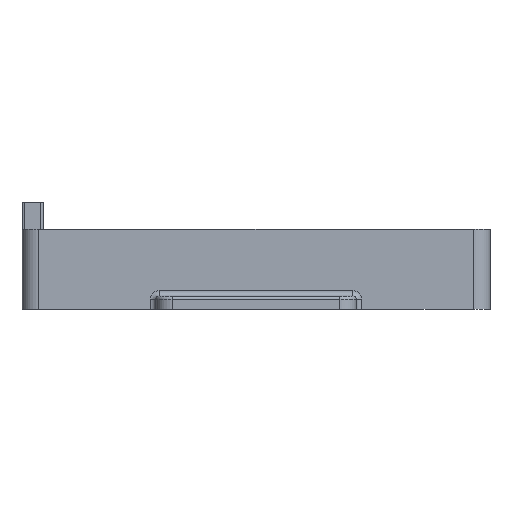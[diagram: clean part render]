
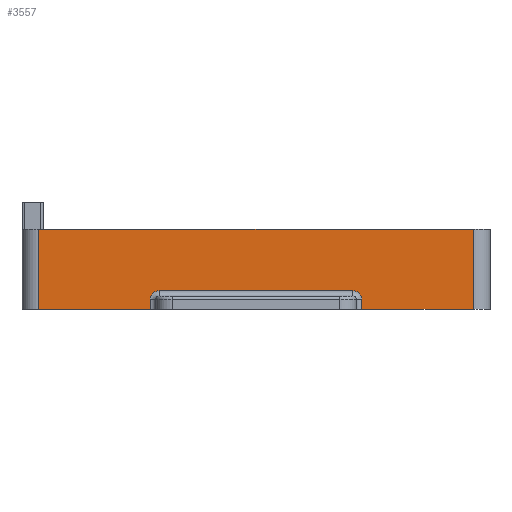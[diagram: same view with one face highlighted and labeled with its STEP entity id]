
A CAD part, front view. The second image highlights one B-rep face of the part: STEP entity #3557.
In plain terms, the highlighted planar face has unit normal (0, -1, 0).
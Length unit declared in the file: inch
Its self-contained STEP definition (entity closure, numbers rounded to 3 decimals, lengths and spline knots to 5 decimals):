
#262=LINE('',#5561,#537);
#407=LINE('',#6163,#682);
#409=LINE('',#6177,#684);
#411=LINE('',#6189,#686);
#430=LINE('',#6262,#705);
#431=LINE('',#6264,#706);
#432=LINE('',#6268,#707);
#433=LINE('',#6270,#708);
#537=VECTOR('',#4388,0.3937);
#682=VECTOR('',#5047,0.3937);
#684=VECTOR('',#5063,0.3937);
#686=VECTOR('',#5077,0.3937);
#705=VECTOR('',#5166,0.3937);
#706=VECTOR('',#5167,0.3937);
#707=VECTOR('',#5174,0.3937);
#708=VECTOR('',#5177,0.3937);
#957=FACE_OUTER_BOUND('',#1207,.T.);
#1207=EDGE_LOOP('',(#3245,#3246,#3247,#3248,#3249,#3250,#3251,#3252,#3253,
#3254));
#1406=CIRCLE('',#3966,0.065);
#1410=CIRCLE('',#3972,0.065);
#1571=VERTEX_POINT('',#5558);
#1572=VERTEX_POINT('',#5560);
#1713=VERTEX_POINT('',#6160);
#1714=VERTEX_POINT('',#6162);
#1717=VERTEX_POINT('',#6169);
#1719=VERTEX_POINT('',#6175);
#1721=VERTEX_POINT('',#6181);
#1723=VERTEX_POINT('',#6187);
#1742=VERTEX_POINT('',#6260);
#1743=VERTEX_POINT('',#6263);
#1929=EDGE_CURVE('',#1571,#1572,#262,.T.);
#2195=EDGE_CURVE('',#1713,#1714,#407,.T.);
#2199=EDGE_CURVE('',#1717,#1713,#1406,.T.);
#2202=EDGE_CURVE('',#1719,#1717,#409,.T.);
#2205=EDGE_CURVE('',#1721,#1719,#1410,.T.);
#2208=EDGE_CURVE('',#1723,#1721,#411,.T.);
#2244=EDGE_CURVE('',#1742,#1723,#430,.T.);
#2245=EDGE_CURVE('',#1714,#1743,#431,.T.);
#2247=EDGE_CURVE('',#1743,#1571,#432,.T.);
#2248=EDGE_CURVE('',#1742,#1572,#433,.T.);
#3245=ORIENTED_EDGE('',*,*,#2208,.F.);
#3246=ORIENTED_EDGE('',*,*,#2244,.F.);
#3247=ORIENTED_EDGE('',*,*,#2248,.T.);
#3248=ORIENTED_EDGE('',*,*,#1929,.F.);
#3249=ORIENTED_EDGE('',*,*,#2247,.F.);
#3250=ORIENTED_EDGE('',*,*,#2245,.F.);
#3251=ORIENTED_EDGE('',*,*,#2195,.F.);
#3252=ORIENTED_EDGE('',*,*,#2199,.F.);
#3253=ORIENTED_EDGE('',*,*,#2202,.F.);
#3254=ORIENTED_EDGE('',*,*,#2205,.F.);
#3342=PLANE('',#4014);
#3557=ADVANCED_FACE('',(#957),#3342,.T.);
#3966=AXIS2_PLACEMENT_3D('',#6171,#5055,#5056);
#3972=AXIS2_PLACEMENT_3D('',#6183,#5069,#5070);
#4014=AXIS2_PLACEMENT_3D('',#6269,#5175,#5176);
#4388=DIRECTION('',(1.,0.,0.));
#5047=DIRECTION('',(0.,0.,-1.));
#5055=DIRECTION('center_axis',(0.,-1.,0.));
#5056=DIRECTION('ref_axis',(-0.707,0.,0.707));
#5063=DIRECTION('',(-1.,0.,0.));
#5069=DIRECTION('center_axis',(0.,-1.,0.));
#5070=DIRECTION('ref_axis',(0.707,0.,0.707));
#5077=DIRECTION('',(0.,0.,1.));
#5166=DIRECTION('',(-1.,0.,0.));
#5167=DIRECTION('',(-1.,0.,0.));
#5174=DIRECTION('',(0.,0.,1.));
#5175=DIRECTION('center_axis',(0.,-1.,0.));
#5176=DIRECTION('ref_axis',(1.,0.,0.));
#5177=DIRECTION('',(0.,0.,1.));
#5558=CARTESIAN_POINT('',(0.125,0.,0.6));
#5560=CARTESIAN_POINT('',(3.375,0.,0.6));
#5561=CARTESIAN_POINT('',(3.375,0.,0.6));
#6160=CARTESIAN_POINT('',(0.96,0.,0.075));
#6162=CARTESIAN_POINT('',(0.96,0.,0.));
#6163=CARTESIAN_POINT('',(0.96,0.,0.));
#6169=CARTESIAN_POINT('',(1.025,0.,0.14));
#6171=CARTESIAN_POINT('Origin',(1.025,0.,0.075));
#6175=CARTESIAN_POINT('',(2.475,0.,0.14));
#6177=CARTESIAN_POINT('',(0.9375,0.,0.14));
#6181=CARTESIAN_POINT('',(2.54,0.,0.075));
#6183=CARTESIAN_POINT('Origin',(2.475,0.,0.075));
#6187=CARTESIAN_POINT('',(2.54,0.,0.));
#6189=CARTESIAN_POINT('',(2.54,0.,0.));
#6260=CARTESIAN_POINT('',(3.375,0.,0.));
#6262=CARTESIAN_POINT('',(3.375,0.,0.));
#6263=CARTESIAN_POINT('',(0.125,0.,0.));
#6264=CARTESIAN_POINT('',(3.375,0.,0.));
#6268=CARTESIAN_POINT('',(0.125,0.,0.));
#6269=CARTESIAN_POINT('Origin',(0.125,0.,0.));
#6270=CARTESIAN_POINT('',(3.375,0.,0.));
